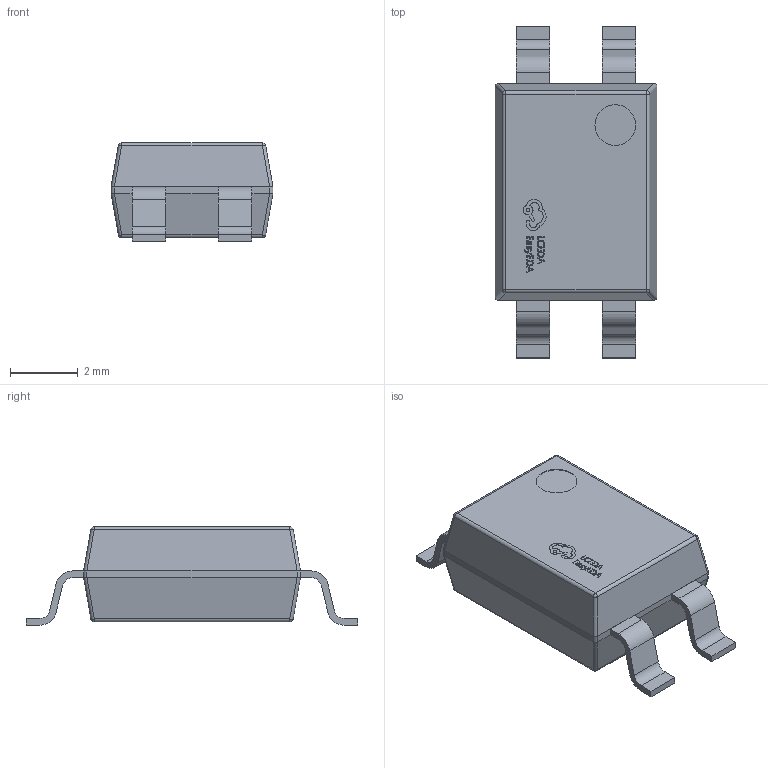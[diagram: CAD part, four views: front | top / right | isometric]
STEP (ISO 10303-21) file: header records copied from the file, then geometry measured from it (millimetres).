
FILE_DESCRIPTION (( 'STEP AP214' ), '1' );
FILE_NAME ('SOP-4_L6.5-W4.6-P2.54-LS10.2-TR.step', '2022-07-26T10:13:15', ( '' ), ( '' ), 'SwSTEP 2.0', 'SolidWorks 2020', '' );
FILE_SCHEMA (( 'AUTOMOTIVE_DESIGN' ));
Length unit declared in the file: millimetre
Products named in the file (1): SOP-4_L6.5-W4.6-P2.54-LS10.2-TR
Bounding box: 4.78 x 9.8 x 2.9 mm (x, y, z)
Volume: 81.2 mm3; surface area: 136.9 mm2
Topology: 14 solids, 14 shells, 387 faces, 1029 edges, 678 vertices
Faces by surface type: plane 229, bspline 112, cylinder 38, sphere 8
Entity records: 16908 total; most frequent: CARTESIAN_POINT 4271, ORIENTED_EDGE 2058, DIRECTION 1389, EDGE_CURVE 1029, LINE 717, VECTOR 717, VERTEX_POINT 678, EDGE_LOOP 407
